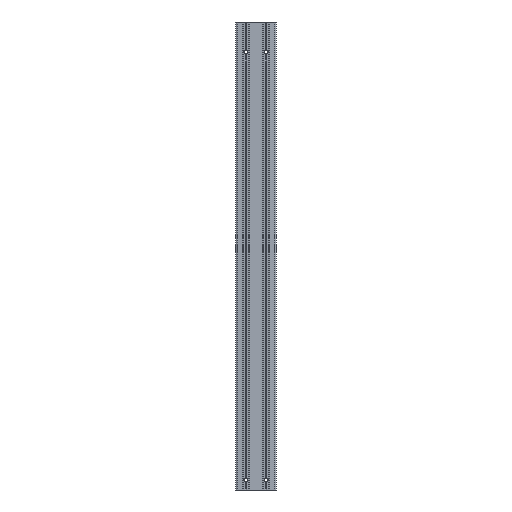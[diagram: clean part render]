
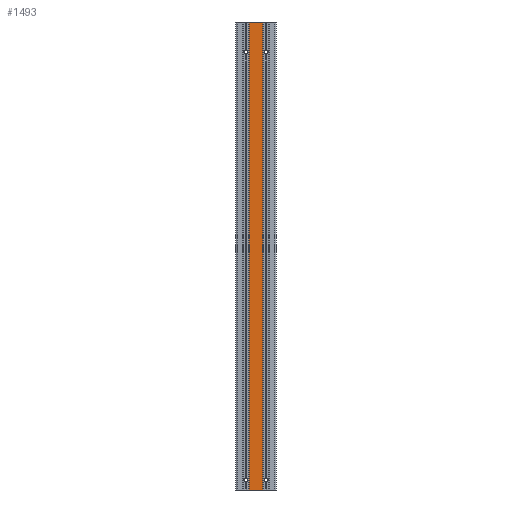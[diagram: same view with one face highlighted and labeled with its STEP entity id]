
A CAD part, left-side view. The second image highlights one B-rep face of the part: STEP entity #1493.
In plain terms, the highlighted planar face has unit normal (-1, 0, 0).
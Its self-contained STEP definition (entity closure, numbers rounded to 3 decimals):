
#518 = ORIENTED_EDGE ( 'NONE', *, *, #5432, .T. ) ;
#635 = CARTESIAN_POINT ( 'NONE',  ( -15., -4.75, -675. ) ) ;
#1028 = VECTOR ( 'NONE', #11443, 1000. ) ;
#1493 = ADVANCED_FACE ( 'NONE', ( #9193 ), #7208, .T. ) ;
#1976 = VERTEX_POINT ( 'NONE', #8289 ) ;
#2400 = CARTESIAN_POINT ( 'NONE',  ( -15., -4.75, -675. ) ) ;
#2638 = VECTOR ( 'NONE', #4946, 1000. ) ;
#2690 = DIRECTION ( 'NONE',  ( 0., 0., 1. ) ) ;
#2882 = DIRECTION ( 'NONE',  ( 0., 0., 1. ) ) ;
#4348 = CARTESIAN_POINT ( 'NONE',  ( -15., -4.75, -675. ) ) ;
#4509 = EDGE_CURVE ( 'NONE', #13179, #1976, #6725, .T. ) ;
#4521 = EDGE_CURVE ( 'NONE', #1976, #13188, #8935, .T. ) ;
#4946 = DIRECTION ( 'NONE',  ( 0., -1., 0. ) ) ;
#5174 = VERTEX_POINT ( 'NONE', #13077 ) ;
#5432 = EDGE_CURVE ( 'NONE', #13179, #5174, #10665, .T. ) ;
#6211 = LINE ( 'NONE', #12404, #1028 ) ;
#6226 = CARTESIAN_POINT ( 'NONE',  ( -15., -4.75, -675. ) ) ;
#6602 = AXIS2_PLACEMENT_3D ( 'NONE', #6226, #13372, #2882 ) ;
#6714 = CARTESIAN_POINT ( 'NONE',  ( -15., -25.25, 25. ) ) ;
#6725 = LINE ( 'NONE', #635, #13367 ) ;
#7208 = PLANE ( 'NONE',  #6602 ) ;
#8289 = CARTESIAN_POINT ( 'NONE',  ( -15., -4.75, 25. ) ) ;
#8935 = LINE ( 'NONE', #9071, #2638 ) ;
#9071 = CARTESIAN_POINT ( 'NONE',  ( -15., -4.75, 25. ) ) ;
#9170 = EDGE_LOOP ( 'NONE', ( #11768, #10205, #518, #12948 ) ) ;
#9193 = FACE_OUTER_BOUND ( 'NONE', #9170, .T. ) ;
#10097 = VECTOR ( 'NONE', #11756, 1000. ) ;
#10205 = ORIENTED_EDGE ( 'NONE', *, *, #4509, .F. ) ;
#10665 = LINE ( 'NONE', #4348, #10097 ) ;
#11103 = EDGE_CURVE ( 'NONE', #5174, #13188, #6211, .T. ) ;
#11443 = DIRECTION ( 'NONE',  ( 0., 0., 1. ) ) ;
#11756 = DIRECTION ( 'NONE',  ( 0., -1., 0. ) ) ;
#11768 = ORIENTED_EDGE ( 'NONE', *, *, #4521, .F. ) ;
#12404 = CARTESIAN_POINT ( 'NONE',  ( -15., -25.25, -675. ) ) ;
#12948 = ORIENTED_EDGE ( 'NONE', *, *, #11103, .T. ) ;
#13077 = CARTESIAN_POINT ( 'NONE',  ( -15., -25.25, -675. ) ) ;
#13179 = VERTEX_POINT ( 'NONE', #2400 ) ;
#13188 = VERTEX_POINT ( 'NONE', #6714 ) ;
#13367 = VECTOR ( 'NONE', #2690, 1000. ) ;
#13372 = DIRECTION ( 'NONE',  ( -1., 0., 0. ) ) ;
